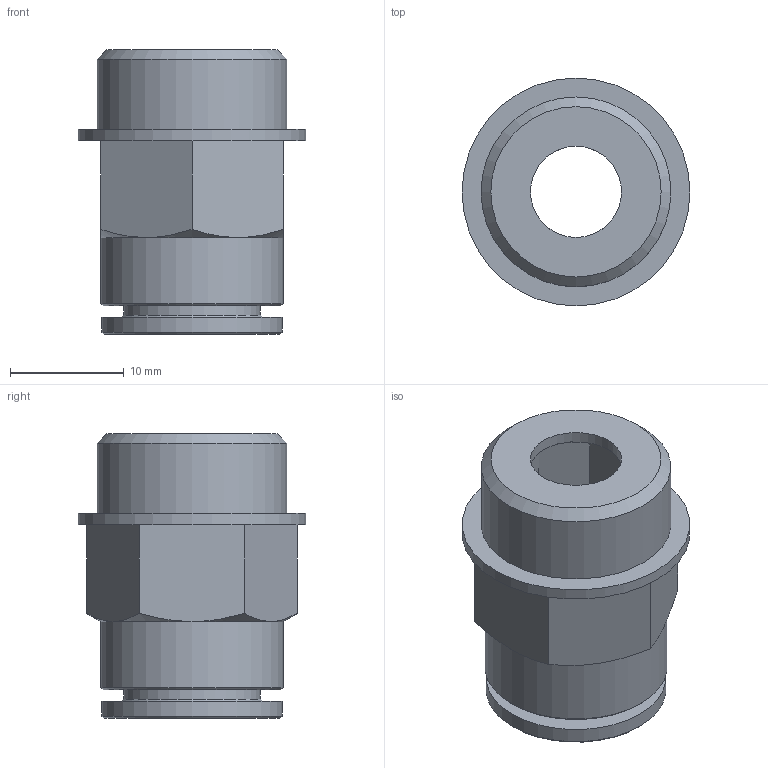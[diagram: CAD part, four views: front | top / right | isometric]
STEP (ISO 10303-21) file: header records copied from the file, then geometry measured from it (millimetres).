
FILE_DESCRIPTION(/* description */ ('STEP AP214'),/* implementation_level */ '2;1');
FILE_NAME(/* name */ '578346_NPQH-D-G38-Q10-P10',/* time_stamp */ '2024-09-13T03:30:36+02:00',/* author */ ('License CC BY-ND 4.0'),/* organization */ ('CADENAS'),/* preprocessor_version */ 'ST-DEVELOPER v19.3',/* originating_system */ 'PARTsolutions',/* authorisation */ ' ');
FILE_SCHEMA (('AUTOMOTIVE_DESIGN {1 0 10303 214 3 1 1}'));
Length unit declared in the file: millimetre
Products named in the file (1): 578346 NPQH-D-G38-Q10-P10
Bounding box: 20 x 20 x 25 mm (x, y, z)
Volume: 3500.7 mm3; surface area: 2696 mm2
Topology: 1 solids, 1 shells, 43 faces, 92 edges, 55 vertices
Faces by surface type: plane 24, cone 12, cylinder 7
Full cylindrical faces by diameter (mm): 8 x1, 10 x1, 12 x1, 15.8 x1, 16 x1, 16.662 x1, 20 x1
Entity records: 1122 total; most frequent: CARTESIAN_POINT 238, DIRECTION 176, ORIENTED_EDGE 154, EDGE_CURVE 77, AXIS2_PLACEMENT_3D 73, EDGE_LOOP 62, FACE_BOUND 62, VERTEX_POINT 53
